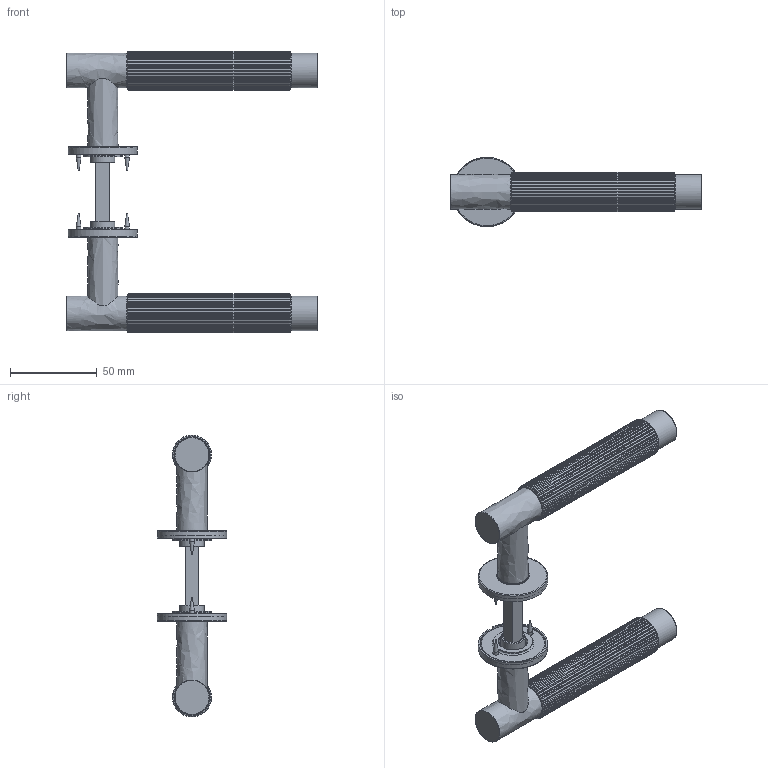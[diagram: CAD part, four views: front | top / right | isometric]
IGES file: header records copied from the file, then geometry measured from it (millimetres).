
Global section: file name: PK6046R40; native system: Autodesk Inventor 2024; preprocessor: unknown; author: camerond; date: 20250417.082244; units: millimetre
Bounding box: 145 x 39.98 x 162.66 mm (x, y, z)
Volume: 120718.6 mm3; surface area: 68715.2 mm2
Topology: 29 solids, 29 shells, 802 faces, 2266 edges, 1548 vertices
Faces by surface type: bspline 802
